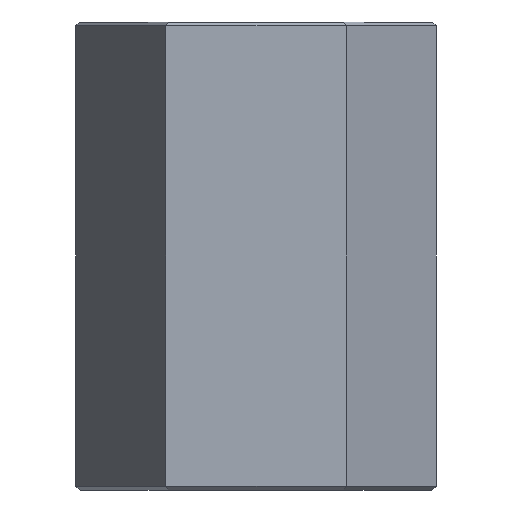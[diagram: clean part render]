
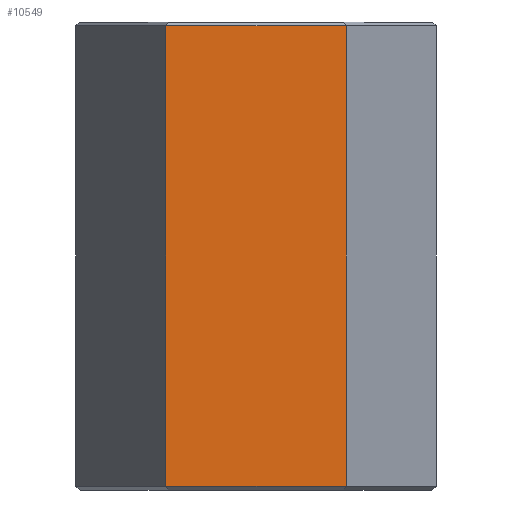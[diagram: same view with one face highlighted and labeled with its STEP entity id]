
A CAD part, left-side view. The second image highlights one B-rep face of the part: STEP entity #10549.
In plain terms, the highlighted planar face has unit normal (-1, 0, 0).
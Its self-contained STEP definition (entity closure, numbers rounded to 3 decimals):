
#592 = CARTESIAN_POINT ( 'NONE',  ( -20., 11.547, 0.5 ) ) ;
#769 = ORIENTED_EDGE ( 'NONE', *, *, #12351, .T. ) ;
#1023 = VERTEX_POINT ( 'NONE', #3476 ) ;
#1162 = CARTESIAN_POINT ( 'NONE',  ( -20., 11.547, 60. ) ) ;
#2114 = VECTOR ( 'NONE', #6810, 1000. ) ;
#2819 = VERTEX_POINT ( 'NONE', #2820 ) ;
#2820 = CARTESIAN_POINT ( 'NONE',  ( -20., 11.547, 0.5 ) ) ;
#2860 = VECTOR ( 'NONE', #10121, 1000. ) ;
#3476 = CARTESIAN_POINT ( 'NONE',  ( -20., -11.547, 59.5 ) ) ;
#4259 = LINE ( 'NONE', #8200, #2860 ) ;
#4973 = LINE ( 'NONE', #8970, #12138 ) ;
#5001 = VERTEX_POINT ( 'NONE', #5076 ) ;
#5076 = CARTESIAN_POINT ( 'NONE',  ( -20., 11.547, 59.5 ) ) ;
#5299 = DIRECTION ( 'NONE',  ( 0., 1., 0. ) ) ;
#5326 = EDGE_CURVE ( 'NONE', #5001, #2819, #5464, .T. ) ;
#5367 = PLANE ( 'NONE',  #8726 ) ;
#5464 = LINE ( 'NONE', #6523, #12889 ) ;
#6399 = DIRECTION ( 'NONE',  ( 0., 0., -1. ) ) ;
#6523 = CARTESIAN_POINT ( 'NONE',  ( -20., 11.547, 60. ) ) ;
#6810 = DIRECTION ( 'NONE',  ( 0., -1., 0. ) ) ;
#7127 = EDGE_CURVE ( 'NONE', #1023, #5001, #4259, .T. ) ;
#7603 = ORIENTED_EDGE ( 'NONE', *, *, #7127, .T. ) ;
#8200 = CARTESIAN_POINT ( 'NONE',  ( -20., 10.97, 59.5 ) ) ;
#8493 = FACE_OUTER_BOUND ( 'NONE', #8765, .T. ) ;
#8726 = AXIS2_PLACEMENT_3D ( 'NONE', #1162, #10420, #5299 ) ;
#8765 = EDGE_LOOP ( 'NONE', ( #11022, #769, #12858, #7603 ) ) ;
#8970 = CARTESIAN_POINT ( 'NONE',  ( -20., -11.547, 60. ) ) ;
#9689 = EDGE_CURVE ( 'NONE', #1023, #9926, #4973, .T. ) ;
#9926 = VERTEX_POINT ( 'NONE', #10889 ) ;
#10121 = DIRECTION ( 'NONE',  ( 0., 1., 0. ) ) ;
#10420 = DIRECTION ( 'NONE',  ( 1., 0., 0. ) ) ;
#10549 = ADVANCED_FACE ( 'NONE', ( #8493 ), #5367, .F. ) ;
#10889 = CARTESIAN_POINT ( 'NONE',  ( -20., -11.547, 0.5 ) ) ;
#11022 = ORIENTED_EDGE ( 'NONE', *, *, #5326, .T. ) ;
#12138 = VECTOR ( 'NONE', #13045, 1000. ) ;
#12351 = EDGE_CURVE ( 'NONE', #2819, #9926, #13019, .T. ) ;
#12858 = ORIENTED_EDGE ( 'NONE', *, *, #9689, .F. ) ;
#12889 = VECTOR ( 'NONE', #6399, 1000. ) ;
#13019 = LINE ( 'NONE', #592, #2114 ) ;
#13045 = DIRECTION ( 'NONE',  ( 0., 0., -1. ) ) ;
